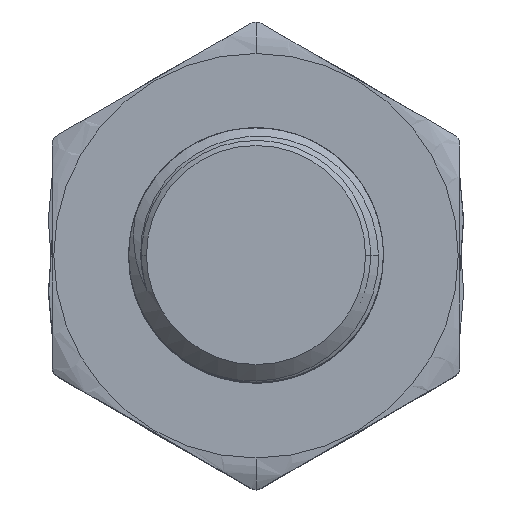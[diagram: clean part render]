
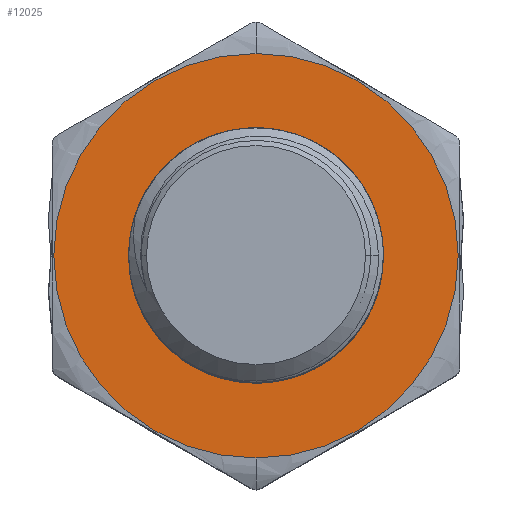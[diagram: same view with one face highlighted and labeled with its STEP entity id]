
A CAD part, top view. The second image highlights one B-rep face of the part: STEP entity #12025.
In plain terms, the highlighted face is planar.
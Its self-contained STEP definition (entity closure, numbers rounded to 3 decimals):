
#10650=CARTESIAN_POINT('',(0.,0.,-1.225));
#10651=DIRECTION('',(0.,0.,1.));
#10652=DIRECTION('',(0.,1.,0.));
#10653=AXIS2_PLACEMENT_3D('',#10650,#10651,#10652);
#10655=CARTESIAN_POINT('',(0.,0.,-1.225));
#10656=DIRECTION('',(0.,0.,1.));
#10657=DIRECTION('',(0.,-1.,0.));
#10658=AXIS2_PLACEMENT_3D('',#10655,#10656,#10657);
#10660=CARTESIAN_POINT('',(2.408,0.671,-1.225));
#10661=CARTESIAN_POINT('',(2.369,0.791,-1.225));
#10662=CARTESIAN_POINT('',(2.275,1.024,-1.225));
#10663=CARTESIAN_POINT('',(2.082,1.346,-1.225));
#10664=CARTESIAN_POINT('',(1.843,1.636,-1.225));
#10665=CARTESIAN_POINT('',(1.565,1.884,-1.225));
#10666=CARTESIAN_POINT('',(1.254,2.086,-1.225));
#10667=CARTESIAN_POINT('',(0.917,2.238,-1.225));
#10668=CARTESIAN_POINT('',(0.566,2.336,-1.225));
#10669=CARTESIAN_POINT('',(0.203,2.38,-1.225));
#10670=CARTESIAN_POINT('',(-0.163,2.368,-1.225));
#10671=CARTESIAN_POINT('',(-0.526,2.299,-1.225));
#10672=CARTESIAN_POINT('',(-0.866,2.176,-1.225));
#10673=CARTESIAN_POINT('',(-1.162,2.016,-1.225));
#10674=CARTESIAN_POINT('',(-1.419,1.825,-1.225));
#10675=CARTESIAN_POINT('',(-1.643,1.608,-1.225));
#10676=CARTESIAN_POINT('',(-1.837,1.36,-1.225));
#10677=CARTESIAN_POINT('',(-1.997,1.083,-1.225));
#10678=CARTESIAN_POINT('',(-2.076,0.887,-1.225));
#10679=CARTESIAN_POINT('',(-2.108,0.786,-1.225));
#10681=CARTESIAN_POINT('',(-1.399,-1.762,-1.225));
#10682=CARTESIAN_POINT('',(-1.308,-1.841,-1.225));
#10683=CARTESIAN_POINT('',(-1.116,-1.983,-1.225));
#10684=CARTESIAN_POINT('',(-0.792,-2.15,-1.225));
#10685=CARTESIAN_POINT('',(-0.448,-2.263,-1.225));
#10686=CARTESIAN_POINT('',(-0.085,-2.321,-1.225));
#10687=CARTESIAN_POINT('',(0.283,-2.321,-1.225));
#10688=CARTESIAN_POINT('',(0.648,-2.263,-1.225));
#10689=CARTESIAN_POINT('',(1.003,-2.147,-1.225));
#10690=CARTESIAN_POINT('',(1.334,-1.978,-1.225));
#10691=CARTESIAN_POINT('',(1.638,-1.755,-1.225));
#10692=CARTESIAN_POINT('',(1.904,-1.489,-1.225));
#10693=CARTESIAN_POINT('',(2.126,-1.182,-1.225));
#10694=CARTESIAN_POINT('',(2.299,-0.84,-1.225));
#10695=CARTESIAN_POINT('',(2.417,-0.479,-1.225));
#10696=CARTESIAN_POINT('',(2.477,-0.096,-1.225));
#10697=CARTESIAN_POINT('',(2.478,0.289,-1.225));
#10698=CARTESIAN_POINT('',(2.438,0.544,-1.225));
#10699=CARTESIAN_POINT('',(2.408,0.671,-1.225));
#11410=CARTESIAN_POINT('',(0.,0.,-1.225));
#11411=DIRECTION('',(0.,0.,1.));
#11412=DIRECTION('',(-0.937,0.349,0.));
#11413=AXIS2_PLACEMENT_3D('',#11410,#11411,#11412);
#11963=CARTESIAN_POINT('',(0.,3.969,-1.225));
#11964=CARTESIAN_POINT('',(0.,-3.969,-1.225));
#11965=VERTEX_POINT('',#11963);
#11966=VERTEX_POINT('',#11964);
#11977=VERTEX_POINT('',#10660);
#11978=VERTEX_POINT('',#10679);
#11979=VERTEX_POINT('',#10681);
#12006=CARTESIAN_POINT('',(0.,0.,-1.225));
#12007=DIRECTION('',(0.,0.,1.));
#12008=DIRECTION('',(1.,0.,0.));
#12009=AXIS2_PLACEMENT_3D('',#12006,#12007,#12008);
#12010=PLANE('',#12009);
#12012=ORIENTED_EDGE('',*,*,#12011,.T.);
#12014=ORIENTED_EDGE('',*,*,#12013,.T.);
#12015=EDGE_LOOP('',(#12012,#12014));
#12016=FACE_OUTER_BOUND('',#12015,.F.);
#12018=ORIENTED_EDGE('',*,*,#12017,.F.);
#12020=ORIENTED_EDGE('',*,*,#12019,.F.);
#12022=ORIENTED_EDGE('',*,*,#12021,.F.);
#12023=EDGE_LOOP('',(#12018,#12020,#12022));
#12024=FACE_BOUND('',#12023,.F.);
#12025=ADVANCED_FACE('',(#12016,#12024),#12010,.F.);
#10654=CIRCLE('',#10653,3.969);
#10659=CIRCLE('',#10658,3.969);
#10680=B_SPLINE_CURVE_WITH_KNOTS('',3,(#10660,#10661,#10662,#10663,#10664,
#10665,#10666,#10667,#10668,#10669,#10670,#10671,#10672,#10673,#10674,#10675,
#10676,#10677,#10678,#10679),.UNSPECIFIED.,.F.,.F.,(4,1,1,1,1,1,1,1,1,1,1,1,1,1,
1,1,1,4),(0.,0.059,0.118,0.176,
0.235,0.294,0.353,0.412,
0.471,0.529,0.588,0.647,
0.706,0.765,0.824,0.882,
0.941,1.),.UNSPECIFIED.);
#10700=B_SPLINE_CURVE_WITH_KNOTS('',3,(#10681,#10682,#10683,#10684,#10685,
#10686,#10687,#10688,#10689,#10690,#10691,#10692,#10693,#10694,#10695,#10696,
#10697,#10698,#10699),.UNSPECIFIED.,.F.,.F.,(4,1,1,1,1,1,1,1,1,1,1,1,1,1,1,1,4),
(0.,0.063,0.125,0.188,0.25,0.313,0.375,0.438,0.5,0.563,
0.625,0.688,0.75,0.813,0.875,0.938,1.),.UNSPECIFIED.);
#11414=CIRCLE('',#11413,2.25);
#12011=EDGE_CURVE('',#11965,#11966,#10654,.T.);
#12013=EDGE_CURVE('',#11966,#11965,#10659,.T.);
#12017=EDGE_CURVE('',#11977,#11978,#10680,.T.);
#12019=EDGE_CURVE('',#11979,#11977,#10700,.T.);
#12021=EDGE_CURVE('',#11978,#11979,#11414,.T.);
